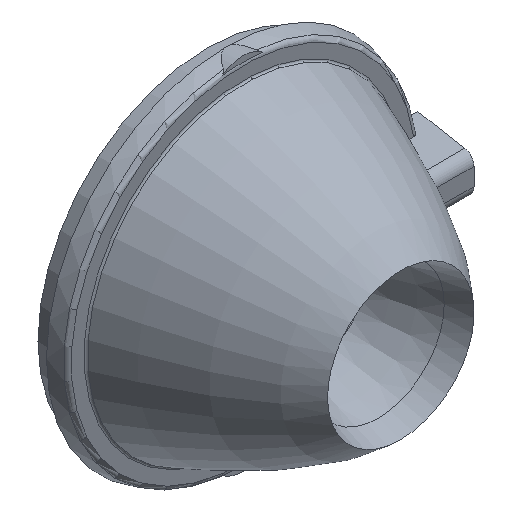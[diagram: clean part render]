
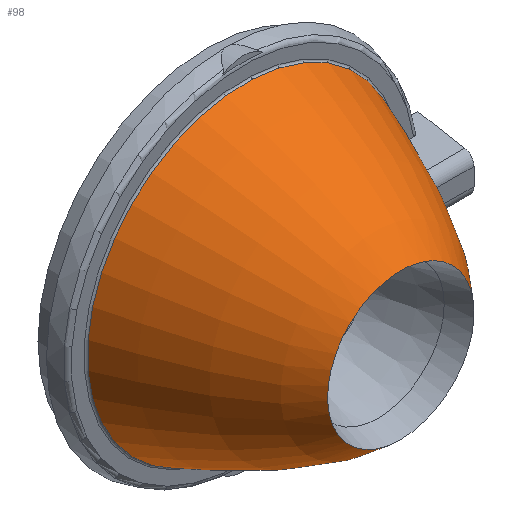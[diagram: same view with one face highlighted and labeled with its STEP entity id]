
A CAD part, isometric view. The second image highlights one B-rep face of the part: STEP entity #98.
In plain terms, the highlighted face is a revolution surface.
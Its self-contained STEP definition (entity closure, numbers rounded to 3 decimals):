
#98=ADVANCED_FACE('',(#130,#131),#132,.T.);
#130=FACE_OUTER_BOUND('',#190,.T.);
#131=FACE_OUTER_BOUND('',#191,.T.);
#132=SURFACE_OF_REVOLUTION('',#192,#193);
#190=EDGE_LOOP('',(#290));
#191=EDGE_LOOP('',(#291,#292,#293,#294,#295,#296));
#192=B_SPLINE_CURVE_WITH_KNOTS('',3,(#297,#298,#299,#300,#301,#302,#303,#304,#305,#306,#307,#308,#309,#310,#311,#312,#313,#314,#315,#316,#317,#318,#319,#320,#321,#322,#323,#324,#325,#326,#327,#328,#329,#330,#331,#332,#333,#334,#335,#336,#337,#338,#339,#340,#341,#342,#343,#344,#345,#346,#347,#348),.UNSPECIFIED.,.F.,.F.,(4,1,1,1,1,1,1,1,1,1,1,1,1,1,1,1,1,1,1,1,1,1,1,1,1,1,1,1,1,1,1,1,1,1,1,1,1,1,1,1,1,1,1,1,1,1,1,1,1,4),(0.0,0.,0.,0.,0.,0.001,0.001,0.001,0.001,0.001,0.001,0.001,0.002,0.002,0.002,0.002,0.002,0.003,0.003,0.003,0.003,0.004,0.004,0.004,0.004,0.005,0.005,0.005,0.005,0.006,0.006,0.006,0.006,0.006,0.007,0.007,0.007,0.007,0.007,0.007,0.007,0.007,0.007,0.007,0.007,0.008,0.008,0.008,0.008,0.008),.UNSPECIFIED.);
#193=AXIS1_PLACEMENT('',#349,#350);
#290=ORIENTED_EDGE('',*,*,#504,.T.);
#291=ORIENTED_EDGE('',*,*,#505,.T.);
#292=ORIENTED_EDGE('',*,*,#497,.T.);
#293=ORIENTED_EDGE('',*,*,#506,.T.);
#294=ORIENTED_EDGE('',*,*,#507,.T.);
#295=ORIENTED_EDGE('',*,*,#508,.T.);
#296=ORIENTED_EDGE('',*,*,#509,.T.);
#297=CARTESIAN_POINT('',(3.25,0.0,0.0));
#298=CARTESIAN_POINT('',(3.274,0.024,0.0));
#299=CARTESIAN_POINT('',(3.323,0.074,0.0));
#300=CARTESIAN_POINT('',(3.397,0.152,0.0));
#301=CARTESIAN_POINT('',(3.473,0.235,0.0));
#302=CARTESIAN_POINT('',(3.552,0.324,0.0));
#303=CARTESIAN_POINT('',(3.635,0.42,0.0));
#304=CARTESIAN_POINT('',(3.72,0.522,0.0));
#305=CARTESIAN_POINT('',(3.808,0.632,0.0));
#306=CARTESIAN_POINT('',(3.899,0.749,0.0));
#307=CARTESIAN_POINT('',(3.993,0.874,0.0));
#308=CARTESIAN_POINT('',(4.09,1.007,0.0));
#309=CARTESIAN_POINT('',(4.19,1.149,0.0));
#310=CARTESIAN_POINT('',(4.293,1.299,0.0));
#311=CARTESIAN_POINT('',(4.398,1.457,0.0));
#312=CARTESIAN_POINT('',(4.506,1.624,0.0));
#313=CARTESIAN_POINT('',(4.616,1.8,0.0));
#314=CARTESIAN_POINT('',(4.727,1.984,0.0));
#315=CARTESIAN_POINT('',(4.84,2.176,0.0));
#316=CARTESIAN_POINT('',(4.955,2.376,0.0));
#317=CARTESIAN_POINT('',(5.07,2.583,0.0));
#318=CARTESIAN_POINT('',(5.185,2.796,0.0));
#319=CARTESIAN_POINT('',(5.3,3.016,0.0));
#320=CARTESIAN_POINT('',(5.414,3.24,0.0));
#321=CARTESIAN_POINT('',(5.527,3.468,0.0));
#322=CARTESIAN_POINT('',(5.638,3.698,0.0));
#323=CARTESIAN_POINT('',(5.746,3.928,0.0));
#324=CARTESIAN_POINT('',(5.85,4.156,0.0));
#325=CARTESIAN_POINT('',(5.951,4.381,0.0));
#326=CARTESIAN_POINT('',(6.046,4.6,0.0));
#327=CARTESIAN_POINT('',(6.137,4.811,0.0));
#328=CARTESIAN_POINT('',(6.221,5.013,0.0));
#329=CARTESIAN_POINT('',(6.299,5.203,0.0));
#330=CARTESIAN_POINT('',(6.371,5.38,0.0));
#331=CARTESIAN_POINT('',(6.436,5.542,0.0));
#332=CARTESIAN_POINT('',(6.494,5.69,0.0));
#333=CARTESIAN_POINT('',(6.546,5.822,0.0));
#334=CARTESIAN_POINT('',(6.592,5.939,0.0));
#335=CARTESIAN_POINT('',(6.632,6.042,0.0));
#336=CARTESIAN_POINT('',(6.667,6.132,0.0));
#337=CARTESIAN_POINT('',(6.698,6.211,0.0));
#338=CARTESIAN_POINT('',(6.725,6.281,0.0));
#339=CARTESIAN_POINT('',(6.75,6.345,0.0));
#340=CARTESIAN_POINT('',(6.774,6.405,0.0));
#341=CARTESIAN_POINT('',(6.798,6.465,0.0));
#342=CARTESIAN_POINT('',(6.822,6.526,0.0));
#343=CARTESIAN_POINT('',(6.849,6.593,0.0));
#344=CARTESIAN_POINT('',(6.878,6.667,0.0));
#345=CARTESIAN_POINT('',(6.912,6.751,0.0));
#346=CARTESIAN_POINT('',(6.948,6.842,0.0));
#347=CARTESIAN_POINT('',(6.973,6.905,0.0));
#348=CARTESIAN_POINT('',(6.985,6.937,0.0));
#349=CARTESIAN_POINT('',(0.0,0.0,0.0));
#350=DIRECTION('',(-0.0,1.0,-0.0));
#497=EDGE_CURVE('',#565,#566,#567,.T.);
#504=EDGE_CURVE('',#578,#578,#579,.T.);
#505=EDGE_CURVE('',#580,#565,#581,.T.);
#506=EDGE_CURVE('',#566,#582,#583,.T.);
#507=EDGE_CURVE('',#582,#584,#585,.T.);
#508=EDGE_CURVE('',#584,#586,#587,.T.);
#509=EDGE_CURVE('',#586,#580,#588,.T.);
#565=VERTEX_POINT('',#737);
#566=VERTEX_POINT('',#738);
#567=B_SPLINE_CURVE_WITH_KNOTS('',3,(#739,#740,#741,#742,#743,#744),.UNSPECIFIED.,.F.,.F.,(4,2,4),(0.0,0.5,1.0),.UNSPECIFIED.);
#578=VERTEX_POINT('',#768);
#579=CIRCLE('',#769,3.254);
#580=VERTEX_POINT('',#770);
#581=B_SPLINE_CURVE_WITH_KNOTS('',3,(#771,#772,#773,#774,#775,#776,#777,#778,#779,#780,#781,#782),.UNSPECIFIED.,.F.,.F.,(4,1,1,1,1,1,1,1,1,4),(0.0,0.106,0.206,0.304,0.401,0.5,0.599,0.7,0.84,1.0),.UNSPECIFIED.);
#582=VERTEX_POINT('',#783);
#583=CIRCLE('',#784,6.985);
#584=VERTEX_POINT('',#785);
#585=B_SPLINE_CURVE_WITH_KNOTS('',3,(#786,#787,#788,#789,#790,#791),.UNSPECIFIED.,.F.,.F.,(4,2,4),(0.0,0.5,1.0),.UNSPECIFIED.);
#586=VERTEX_POINT('',#792);
#587=B_SPLINE_CURVE_WITH_KNOTS('',3,(#793,#794,#795,#796,#797,#798,#799,#800,#801,#802,#803),.UNSPECIFIED.,.F.,.F.,(4,1,1,1,1,1,1,1,4),(0.0,0.108,0.21,0.309,0.405,0.5,0.7,0.9,1.0),.UNSPECIFIED.);
#588=CIRCLE('',#804,6.318);
#737=CARTESIAN_POINT('',(6.423,5.663,0.882));
#738=CARTESIAN_POINT('',(6.897,6.937,1.107));
#739=CARTESIAN_POINT('',(6.423,5.663,0.882));
#740=CARTESIAN_POINT('',(6.503,5.875,0.918));
#741=CARTESIAN_POINT('',(6.581,6.088,0.954));
#742=CARTESIAN_POINT('',(6.738,6.513,1.029));
#743=CARTESIAN_POINT('',(6.819,6.724,1.067));
#744=CARTESIAN_POINT('',(6.897,6.937,1.107));
#768=CARTESIAN_POINT('',(0.,0.004,-3.254));
#769=AXIS2_PLACEMENT_3D('',#888,#889,#890);
#770=CARTESIAN_POINT('',(6.306,5.25,0.39));
#771=CARTESIAN_POINT('',(6.306,5.25,0.39));
#772=CARTESIAN_POINT('',(6.305,5.252,0.415));
#773=CARTESIAN_POINT('',(6.303,5.255,0.464));
#774=CARTESIAN_POINT('',(6.304,5.271,0.534));
#775=CARTESIAN_POINT('',(6.308,5.295,0.6));
#776=CARTESIAN_POINT('',(6.316,5.328,0.661));
#777=CARTESIAN_POINT('',(6.326,5.37,0.717));
#778=CARTESIAN_POINT('',(6.34,5.419,0.767));
#779=CARTESIAN_POINT('',(6.36,5.481,0.814));
#780=CARTESIAN_POINT('',(6.387,5.563,0.856));
#781=CARTESIAN_POINT('',(6.411,5.628,0.873));
#782=CARTESIAN_POINT('',(6.423,5.663,0.882));
#783=CARTESIAN_POINT('',(6.897,6.937,-1.107));
#784=AXIS2_PLACEMENT_3D('',#891,#892,#893);
#785=CARTESIAN_POINT('',(6.423,5.663,-0.882));
#786=CARTESIAN_POINT('',(6.897,6.937,-1.107));
#787=CARTESIAN_POINT('',(6.819,6.724,-1.067));
#788=CARTESIAN_POINT('',(6.738,6.513,-1.029));
#789=CARTESIAN_POINT('',(6.581,6.088,-0.954));
#790=CARTESIAN_POINT('',(6.503,5.875,-0.918));
#791=CARTESIAN_POINT('',(6.423,5.663,-0.882));
#792=CARTESIAN_POINT('',(6.306,5.25,-0.39));
#793=CARTESIAN_POINT('',(6.423,5.663,-0.882));
#794=CARTESIAN_POINT('',(6.415,5.64,-0.876));
#795=CARTESIAN_POINT('',(6.398,5.594,-0.865));
#796=CARTESIAN_POINT('',(6.376,5.529,-0.839));
#797=CARTESIAN_POINT('',(6.356,5.47,-0.805));
#798=CARTESIAN_POINT('',(6.34,5.417,-0.765));
#799=CARTESIAN_POINT('',(6.321,5.353,-0.7));
#800=CARTESIAN_POINT('',(6.306,5.289,-0.6));
#801=CARTESIAN_POINT('',(6.302,5.255,-0.484));
#802=CARTESIAN_POINT('',(6.305,5.251,-0.413));
#803=CARTESIAN_POINT('',(6.306,5.25,-0.39));
#804=AXIS2_PLACEMENT_3D('',#894,#895,#896);
#888=CARTESIAN_POINT('',(0.0,0.004,0.0));
#889=DIRECTION('',(0.0,1.0,0.0));
#890=DIRECTION('',(0.0,0.0,-1.0));
#891=CARTESIAN_POINT('',(0.0,6.937,0.0));
#892=DIRECTION('',(0.0,-1.0,0.0));
#893=DIRECTION('',(0.0,0.0,-1.0));
#894=CARTESIAN_POINT('',(0.0,5.25,0.0));
#895=DIRECTION('',(0.0,-1.0,0.0));
#896=DIRECTION('',(0.0,0.0,-1.0));
